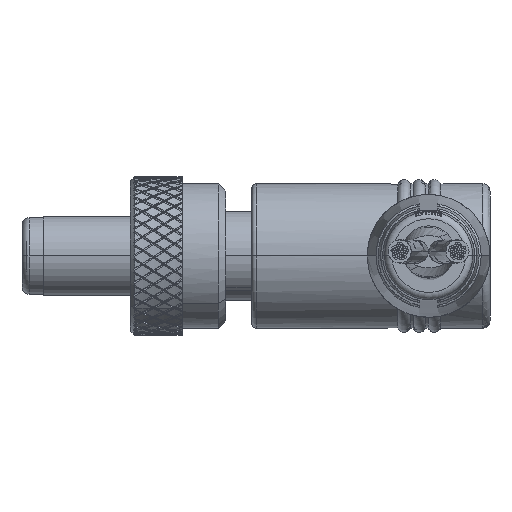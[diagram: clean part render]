
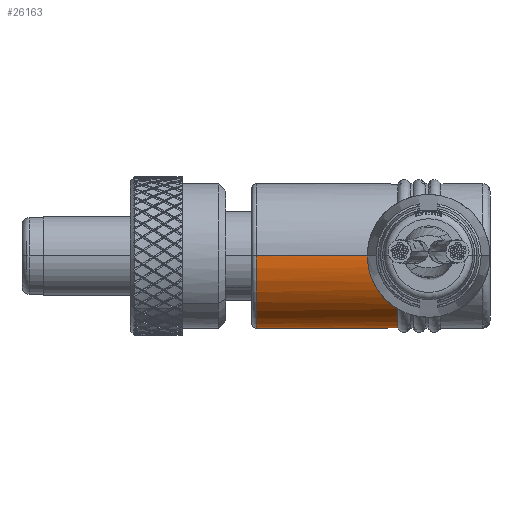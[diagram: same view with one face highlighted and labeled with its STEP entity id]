
A CAD part, top view. The second image highlights one B-rep face of the part: STEP entity #26163.
In plain terms, the highlighted cylindrical face has radius 5 mm (diameter 10 mm), a partial arc.
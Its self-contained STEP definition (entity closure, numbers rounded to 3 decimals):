
#451 = EDGE_CURVE ( 'NONE', #76124, #8678, #57498, .T. ) ;
#1850 = DIRECTION ( 'NONE',  ( 1., 0., 0. ) ) ;
#5607 = ORIENTED_EDGE ( 'NONE', *, *, #12725, .T. ) ;
#5794 = CARTESIAN_POINT ( 'NONE',  ( 16.2, 0., 5. ) ) ;
#6327 = AXIS2_PLACEMENT_3D ( 'NONE', #8188, #66094, #27420 ) ;
#6353 = CARTESIAN_POINT ( 'NONE',  ( 7.98, 2.045, 4.566 ) ) ;
#6957 = CARTESIAN_POINT ( 'NONE',  ( 6.374, 3.681, 3.384 ) ) ;
#7407 = AXIS2_PLACEMENT_3D ( 'NONE', #70603, #77038, #32769 ) ;
#7762 = LINE ( 'NONE', #71212, #11763 ) ;
#8188 = CARTESIAN_POINT ( 'NONE',  ( 16.2, 0., 0. ) ) ;
#8678 = VERTEX_POINT ( 'NONE', #44910 ) ;
#9011 = DIRECTION ( 'NONE',  ( 1., 0., 0. ) ) ;
#9609 = LINE ( 'NONE', #34149, #77725 ) ;
#10200 = CARTESIAN_POINT ( 'NONE',  ( 8.5, 0.054, 5. ) ) ;
#11763 = VECTOR ( 'NONE', #39215, 1000. ) ;
#12725 = EDGE_CURVE ( 'NONE', #8678, #61372, #78650, .T. ) ;
#13027 = CARTESIAN_POINT ( 'NONE',  ( 8.447, 0.694, 4.955 ) ) ;
#17086 = VERTEX_POINT ( 'NONE', #5794 ) ;
#17251 = CARTESIAN_POINT ( 'NONE',  ( 16.2, 0., -5. ) ) ;
#20365 = ORIENTED_EDGE ( 'NONE', *, *, #61185, .T. ) ;
#21386 = CARTESIAN_POINT ( 'NONE',  ( 16.5, 0., 0. ) ) ;
#22736 = VERTEX_POINT ( 'NONE', #25278 ) ;
#23099 = AXIS2_PLACEMENT_3D ( 'NONE', #21386, #1850, #53014 ) ;
#25278 = CARTESIAN_POINT ( 'NONE',  ( 6.374, 0., -5. ) ) ;
#25313 = CARTESIAN_POINT ( 'NONE',  ( 6.374, 3.681, 3.384 ) ) ;
#25574 = CARTESIAN_POINT ( 'NONE',  ( 7.396, 2.876, 4.1 ) ) ;
#25854 = CARTESIAN_POINT ( 'NONE',  ( 8.488, 0.322, 4.99 ) ) ;
#26163 = ADVANCED_FACE ( 'NONE', ( #44598 ), #27562, .T. ) ;
#27420 = DIRECTION ( 'NONE',  ( 0., 0., -1. ) ) ;
#27562 = CYLINDRICAL_SURFACE ( 'NONE', #23099, 5. ) ;
#31403 = CARTESIAN_POINT ( 'NONE',  ( 8.498, 0.161, 4.998 ) ) ;
#32769 = DIRECTION ( 'NONE',  ( 0., 0., -1. ) ) ;
#33965 = CIRCLE ( 'NONE', #6327, 5. ) ;
#34149 = CARTESIAN_POINT ( 'NONE',  ( 16.5, 0., 5. ) ) ;
#35576 = CARTESIAN_POINT ( 'NONE',  ( 8.5, 0., 5. ) ) ;
#36893 = CARTESIAN_POINT ( 'NONE',  ( 8.5, 0., 5. ) ) ;
#39215 = DIRECTION ( 'NONE',  ( 1., 0., 0. ) ) ;
#44598 = FACE_OUTER_BOUND ( 'NONE', #78078, .T. ) ;
#44617 = CARTESIAN_POINT ( 'NONE',  ( 7.615, 2.619, 4.271 ) ) ;
#44908 = CARTESIAN_POINT ( 'NONE',  ( 8.323, 1.226, 4.851 ) ) ;
#44910 = CARTESIAN_POINT ( 'NONE',  ( 8.488, 0.322, 4.99 ) ) ;
#45194 = CARTESIAN_POINT ( 'NONE',  ( 7.894, 2.193, 4.496 ) ) ;
#45976 = CIRCLE ( 'NONE', #7407, 5. ) ;
#47261 = ORIENTED_EDGE ( 'NONE', *, *, #451, .T. ) ;
#51328 = CARTESIAN_POINT ( 'NONE',  ( 8.372, 1.052, 4.891 ) ) ;
#53014 = DIRECTION ( 'NONE',  ( 0., 0., -1. ) ) ;
#55522 = EDGE_CURVE ( 'NONE', #22736, #76124, #45976, .T. ) ;
#55641 = EDGE_CURVE ( 'NONE', #17086, #70309, #33965, .T. ) ;
#57498 = B_SPLINE_CURVE_WITH_KNOTS ( 'NONE', 3,
 ( #25313, #70159, #83028, #25574, #44617, #45194, #6353, #63955, #70436, #44908, #51328, #13027, #64239, #25854 ),
 .UNSPECIFIED., .F., .F.,
 ( 4, 2, 2, 2, 2, 2, 4 ),
 ( 0.009, 0.011, 0.012, 0.012, 0.013, 0.013, 0.014 ),
 .UNSPECIFIED. ) ;
#58563 = EDGE_CURVE ( 'NONE', #22736, #70309, #7762, .T. ) ;
#61185 = EDGE_CURVE ( 'NONE', #61372, #17086, #9609, .T. ) ;
#61372 = VERTEX_POINT ( 'NONE', #36893 ) ;
#63334 = CARTESIAN_POINT ( 'NONE',  ( 8.488, 0.322, 4.99 ) ) ;
#63955 = CARTESIAN_POINT ( 'NONE',  ( 8.135, 1.732, 4.694 ) ) ;
#64239 = CARTESIAN_POINT ( 'NONE',  ( 8.474, 0.508, 4.978 ) ) ;
#66094 = DIRECTION ( 'NONE',  ( -1., 0., 0. ) ) ;
#66132 = ORIENTED_EDGE ( 'NONE', *, *, #55522, .T. ) ;
#67570 = CARTESIAN_POINT ( 'NONE',  ( 8.492, 0.268, 4.993 ) ) ;
#69707 = ORIENTED_EDGE ( 'NONE', *, *, #55641, .T. ) ;
#70159 = CARTESIAN_POINT ( 'NONE',  ( 6.658, 3.517, 3.562 ) ) ;
#70309 = VERTEX_POINT ( 'NONE', #17251 ) ;
#70436 = CARTESIAN_POINT ( 'NONE',  ( 8.205, 1.566, 4.752 ) ) ;
#70603 = CARTESIAN_POINT ( 'NONE',  ( 6.374, 0., 0. ) ) ;
#71212 = CARTESIAN_POINT ( 'NONE',  ( 16.5, 0., -5. ) ) ;
#74866 = ORIENTED_EDGE ( 'NONE', *, *, #58563, .F. ) ;
#76124 = VERTEX_POINT ( 'NONE', #6957 ) ;
#77038 = DIRECTION ( 'NONE',  ( 1., 0., 0. ) ) ;
#77725 = VECTOR ( 'NONE', #9011, 1000. ) ;
#78078 = EDGE_LOOP ( 'NONE', ( #5607, #20365, #69707, #74866, #66132, #47261 ) ) ;
#78650 = B_SPLINE_CURVE_WITH_KNOTS ( 'NONE', 3,
 ( #63334, #67570, #31403, #10200, #35576 ),
 .UNSPECIFIED., .F., .F.,
 ( 4, 1, 4 ),
 ( 0.014, 0.014, 0.014 ),
 .UNSPECIFIED. ) ;
#83028 = CARTESIAN_POINT ( 'NONE',  ( 6.92, 3.323, 3.747 ) ) ;
